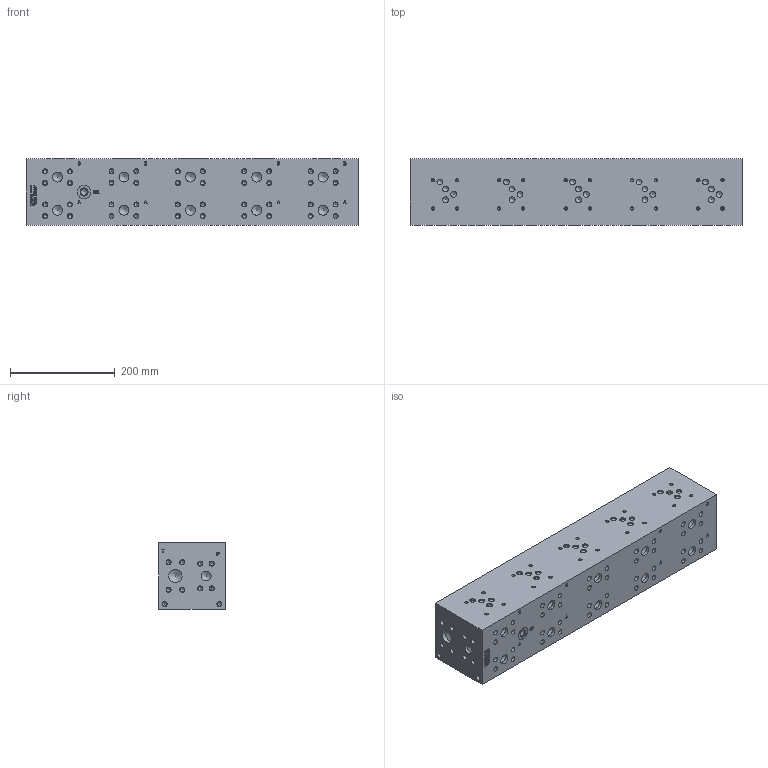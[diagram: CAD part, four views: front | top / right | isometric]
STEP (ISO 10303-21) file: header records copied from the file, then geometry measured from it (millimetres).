
FILE_DESCRIPTION(/* description */ (''),/* implementation_level */ '2;1');
FILE_NAME(/* name */ '_D05HP055F.stp',/* time_stamp */ '2021-06-29T14:22:02-04:00',/* author */ ('anthonyv'),/* organization */ (''),/* preprocessor_version */ 'ST-DEVELOPER v18.1',/* originating_system */ 'Autodesk Inventor 2021',/* authorisation */ '');
FILE_SCHEMA (('AUTOMOTIVE_DESIGN { 1 0 10303 214 3 1 1 }'));
Length unit declared in the file: millimetre
Products named in the file (1): Part_AD05HP055F_3D
Bounding box: 635 x 127 x 127 mm (x, y, z)
Volume: 10059860.1 mm3; surface area: 424704.4 mm2
Topology: 1 solids, 1 shells, 965 faces, 2674 edges, 1848 vertices
Faces by surface type: plane 475, cylinder 199, bspline 173, cone 118
Full cylindrical faces by diameter (mm): 5.105 x20, 6.35 x20, 7.925 x60, 9.525 x60, 11.125 x20, 12.294 x1, 12.9 x1, 14.275 x1, 14.529 x1, 19.05 x12, 25.019 x1, 25.4 x2
Entity records: 32176 total; most frequent: CARTESIAN_POINT 7622, ORIENTED_EDGE 5118, DIRECTION 4514, EDGE_CURVE 2559, VERTEX_POINT 1848, AXIS2_PLACEMENT_3D 1508, LINE 1498, VECTOR 1498
